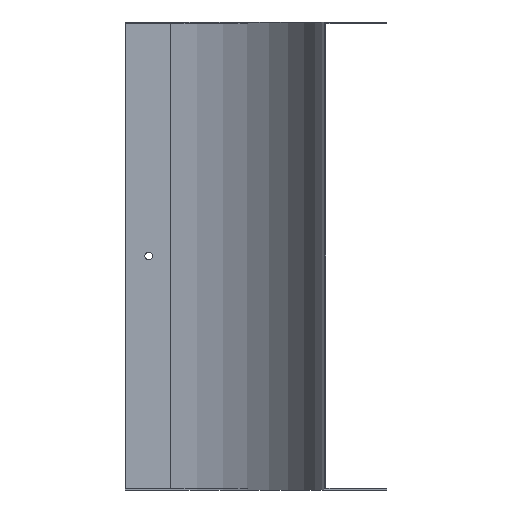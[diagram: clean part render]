
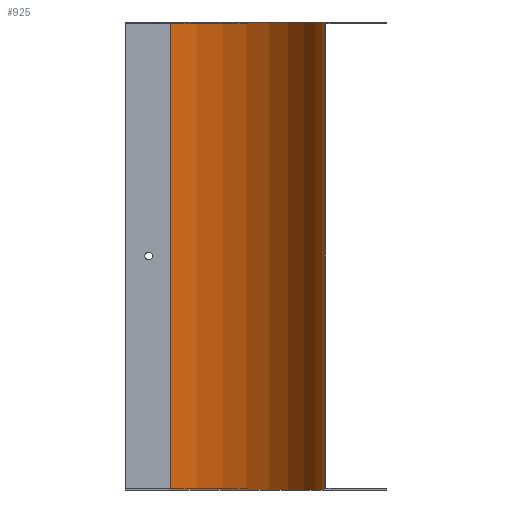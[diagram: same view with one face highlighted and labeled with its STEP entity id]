
A CAD part, left-side view. The second image highlights one B-rep face of the part: STEP entity #925.
In plain terms, the highlighted cylindrical face has radius 99 mm (diameter 198 mm), a partial arc.
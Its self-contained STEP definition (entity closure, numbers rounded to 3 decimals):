
#36 = LINE ( 'NONE', #1488, #38 ) ;
#38 = VECTOR ( 'NONE', #1487, 1000. ) ;
#121 = LINE ( 'NONE', #1594, #122 ) ;
#122 = VECTOR ( 'NONE', #1583, 1000. ) ;
#153 = CIRCLE ( 'NONE', #347, 99. ) ;
#221 = FACE_OUTER_BOUND ( 'NONE', #1378, .T. ) ;
#239 = CIRCLE ( 'NONE', #323, 99. ) ;
#256 = CYLINDRICAL_SURFACE ( 'NONE', #314, 99. ) ;
#314 = AXIS2_PLACEMENT_3D ( 'NONE', #1237, #1240, #1261 ) ;
#323 = AXIS2_PLACEMENT_3D ( 'NONE', #1182, #1179, #1177 ) ;
#347 = AXIS2_PLACEMENT_3D ( 'NONE', #1538, #1537, #1536 ) ;
#475 = EDGE_CURVE ( 'NONE', #991, #988, #36, .T. ) ;
#642 = CARTESIAN_POINT ( 'NONE',  ( -26., 139., -300. ) ) ;
#696 = EDGE_CURVE ( 'NONE', #1306, #1001, #121, .T. ) ;
#713 = EDGE_CURVE ( 'NONE', #988, #1001, #153, .T. ) ;
#763 = EDGE_CURVE ( 'NONE', #991, #1306, #239, .T. ) ;
#925 = ADVANCED_FACE ( 'NONE', ( #221 ), #256, .F. ) ;
#988 = VERTEX_POINT ( 'NONE', #1738 ) ;
#991 = VERTEX_POINT ( 'NONE', #1735 ) ;
#1001 = VERTEX_POINT ( 'NONE', #1724 ) ;
#1161 = ORIENTED_EDGE ( 'NONE', *, *, #475, .T. ) ;
#1162 = ORIENTED_EDGE ( 'NONE', *, *, #763, .F. ) ;
#1163 = ORIENTED_EDGE ( 'NONE', *, *, #696, .F. ) ;
#1164 = ORIENTED_EDGE ( 'NONE', *, *, #713, .T. ) ;
#1177 = DIRECTION ( 'NONE',  ( -1., 0., 0. ) ) ;
#1179 = DIRECTION ( 'NONE',  ( 0., 0., 1. ) ) ;
#1182 = CARTESIAN_POINT ( 'NONE',  ( -125., 139., -300. ) ) ;
#1237 = CARTESIAN_POINT ( 'NONE',  ( -125., 139., -300. ) ) ;
#1240 = DIRECTION ( 'NONE',  ( 0., 0., 1. ) ) ;
#1261 = DIRECTION ( 'NONE',  ( 1., 0., 0. ) ) ;
#1306 = VERTEX_POINT ( 'NONE', #642 ) ;
#1378 = EDGE_LOOP ( 'NONE', ( #1164, #1163, #1162, #1161 ) ) ;
#1487 = DIRECTION ( 'NONE',  ( 0., 0., 1. ) ) ;
#1488 = CARTESIAN_POINT ( 'NONE',  ( -125., 40., -300. ) ) ;
#1536 = DIRECTION ( 'NONE',  ( -1., 0., 0. ) ) ;
#1537 = DIRECTION ( 'NONE',  ( 0., 0., 1. ) ) ;
#1538 = CARTESIAN_POINT ( 'NONE',  ( -125., 139., 1. ) ) ;
#1583 = DIRECTION ( 'NONE',  ( 0., 0., 1. ) ) ;
#1594 = CARTESIAN_POINT ( 'NONE',  ( -26., 139., -300. ) ) ;
#1724 = CARTESIAN_POINT ( 'NONE',  ( -26., 139., 1. ) ) ;
#1735 = CARTESIAN_POINT ( 'NONE',  ( -125., 40., -300. ) ) ;
#1738 = CARTESIAN_POINT ( 'NONE',  ( -125., 40., 1. ) ) ;
